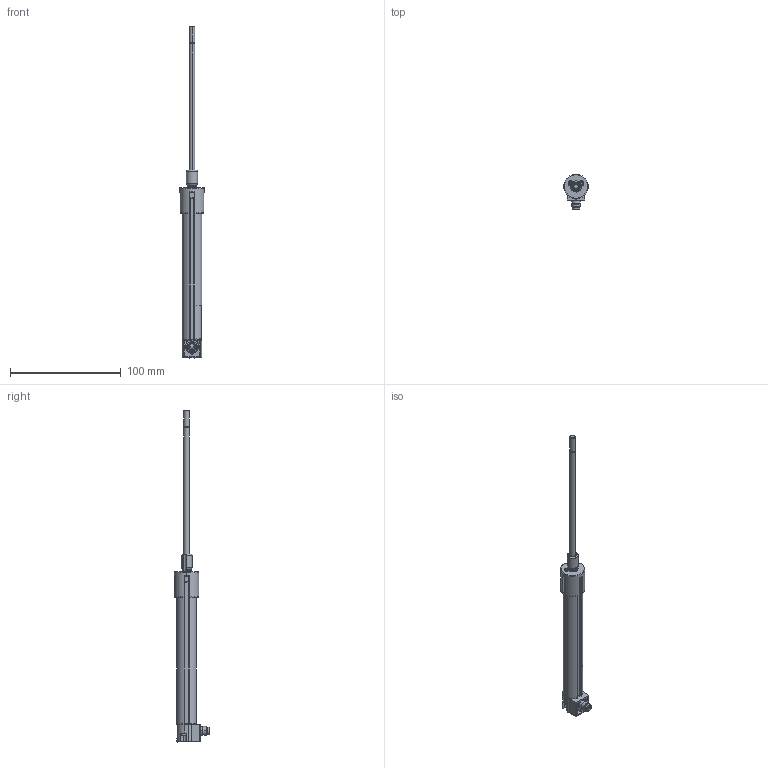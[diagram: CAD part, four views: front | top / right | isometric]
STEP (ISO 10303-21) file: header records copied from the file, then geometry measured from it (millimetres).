
FILE_DESCRIPTION (( 'STEP AP214' ), '1' );
FILE_NAME ('TEX-0100-418-002-101_extended.STEP', '2014-07-11T08:40:04', ( 'dummy' ), ( 'Microsoft' ), 'SwSTEP 2.0', 'SolidWorks 2013', '' );
FILE_SCHEMA (( 'AUTOMOTIVE_DESIGN' ));
Length unit declared in the file: millimetre
Products named in the file (1): TEX-0100-418-002-101_extended
Bounding box: 22 x 31.7 x 299.2 mm (x, y, z)
Surface area: 18051.5 mm2 (no closed solid volume)
Topology: 0 solids, 29 shells, 432 faces, 1529 edges, 1110 vertices
Faces by surface type: plane 171, cylinder 142, torus 56, bspline 32, cone 29, sphere 2
Entity records: 22323 total; most frequent: CARTESIAN_POINT 4672, DIRECTION 2798, ORIENTED_EDGE 2336, EDGE_CURVE 1527, VERTEX_POINT 1110, AXIS2_PLACEMENT_3D 1016, LINE 766, VECTOR 766
